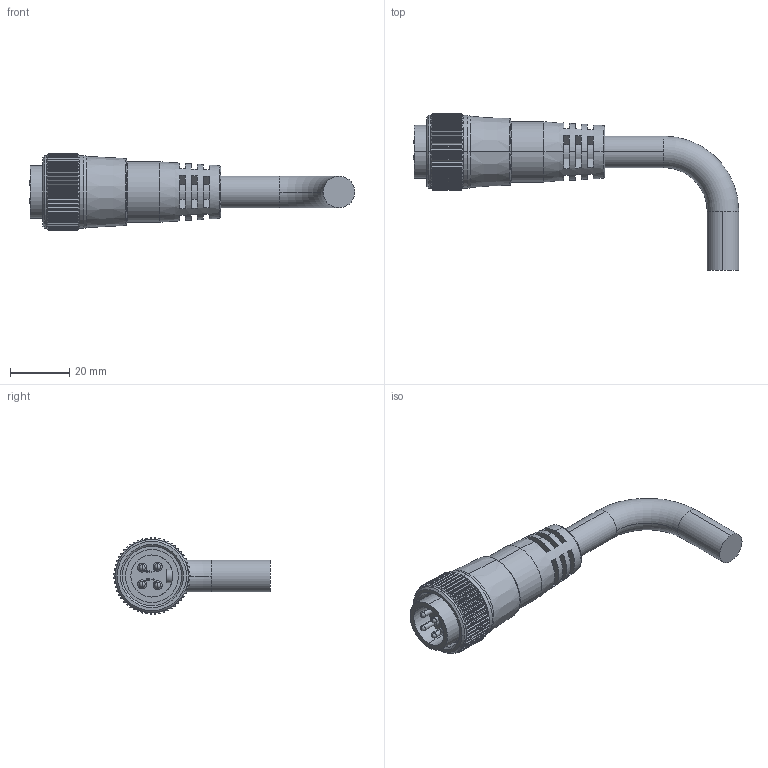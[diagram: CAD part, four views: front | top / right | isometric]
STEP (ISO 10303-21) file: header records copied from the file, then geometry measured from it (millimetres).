
FILE_DESCRIPTION (( 'STEP AP214' ), '1' );
FILE_NAME ('ZP-S1-4MP-6M.step', '2016-03-08T22:12:12', ( '' ), ( '' ), 'SwSTEP 2.0', 'SolidWorks 2015', '' );
FILE_SCHEMA (( 'AUTOMOTIVE_DESIGN' ));
Length unit declared in the file: millimetre
Products named in the file (1): ZP-S1-4MP-6M
Bounding box: 110 x 52.9 x 25.84 mm (x, y, z)
Volume: 27917.8 mm3; surface area: 12834.4 mm2
Topology: 6 solids, 6 shells, 589 faces, 1649 edges, 1086 vertices
Faces by surface type: cylinder 318, plane 213, cone 22, bspline 20, torus 8, sphere 8
Entity records: 21363 total; most frequent: CARTESIAN_POINT 7374, ORIENTED_EDGE 3266, DIRECTION 2372, EDGE_CURVE 1633, VERTEX_POINT 1078, AXIS2_PLACEMENT_3D 872, B_SPLINE_CURVE_WITH_KNOTS 703, LINE 628
